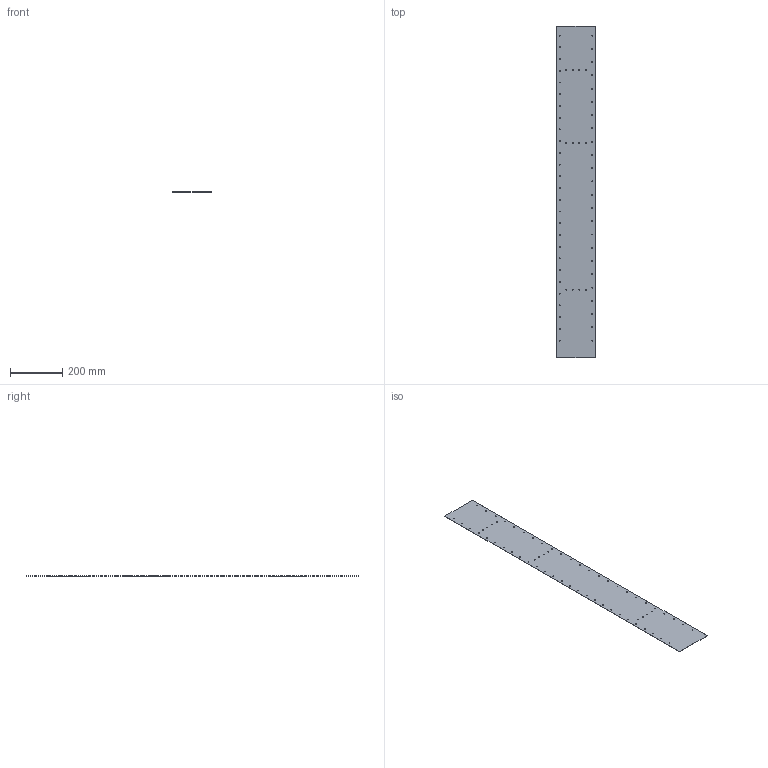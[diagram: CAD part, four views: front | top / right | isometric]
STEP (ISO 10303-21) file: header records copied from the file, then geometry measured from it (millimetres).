
FILE_DESCRIPTION(('CATIA V5 STEP Exchange'),'2;1');
FILE_NAME('Sheet A stp.stp','2021-05-17T14:42:20+00:00',('none'),('none'),'CATIA Version 5 Release 21 SP 6 (IN-10)','CATIA V5 STEP AP203','none');
FILE_SCHEMA(('CONFIG_CONTROL_DESIGN'));
Length unit declared in the file: millimetre
Products named in the file (1): Sheet A
Bounding box: 148.8 x 1269.06 x 0.8 mm (x, y, z)
Volume: 150555.9 mm3; surface area: 379228.3 mm2
Topology: 1 solids, 1 shells, 132 faces, 390 edges, 262 vertices
Faces by surface type: cylinder 126, plane 6
Entity records: 4297 total; most frequent: ORIENTED_EDGE 780, CARTESIAN_POINT 722, DIRECTION 528, EDGE_CURVE 390, AXIS2_PLACEMENT_3D 322, VERTEX_POINT 260, EDGE_LOOP 258, CIRCLE 252
